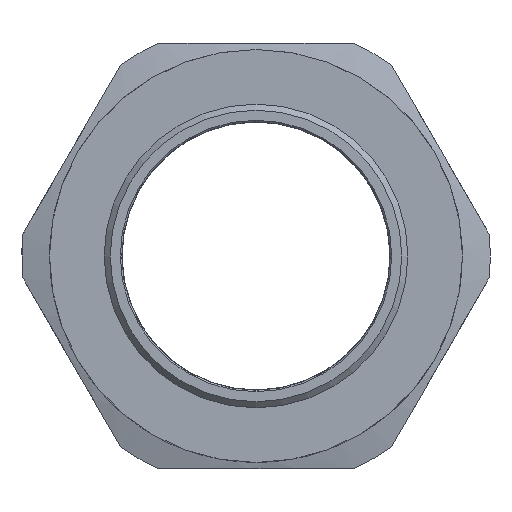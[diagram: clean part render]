
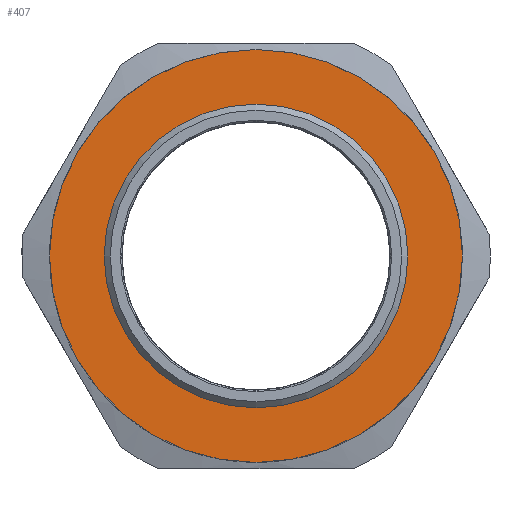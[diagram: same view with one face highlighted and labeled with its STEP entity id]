
A CAD part, left-side view. The second image highlights one B-rep face of the part: STEP entity #407.
In plain terms, the highlighted planar face has unit normal (-1, 0, 0).
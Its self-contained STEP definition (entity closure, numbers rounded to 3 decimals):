
#8 = EDGE_CURVE ( 'NONE', #973, #973, #4835, .T. ) ;
#141 = EDGE_LOOP ( 'NONE', ( #4861 ) ) ;
#407 = ADVANCED_FACE ( 'NONE', ( #4452, #1432 ), #3220, .T. ) ;
#477 = CARTESIAN_POINT ( 'NONE',  ( 15., 0., 0. ) ) ;
#729 = DIRECTION ( 'NONE',  ( -1., 0., 0. ) ) ;
#758 = AXIS2_PLACEMENT_3D ( 'NONE', #3745, #4977, #2559 ) ;
#885 = DIRECTION ( 'NONE',  ( 0., 0., 1. ) ) ;
#973 = VERTEX_POINT ( 'NONE', #1637 ) ;
#1333 = CARTESIAN_POINT ( 'NONE',  ( 15., 0., 25. ) ) ;
#1432 = FACE_OUTER_BOUND ( 'NONE', #1463, .T. ) ;
#1463 = EDGE_LOOP ( 'NONE', ( #4605 ) ) ;
#1637 = CARTESIAN_POINT ( 'NONE',  ( 15., 0., 34. ) ) ;
#2559 = DIRECTION ( 'NONE',  ( 0., 0., 1. ) ) ;
#2763 = CIRCLE ( 'NONE', #758, 25. ) ;
#2885 = AXIS2_PLACEMENT_3D ( 'NONE', #477, #3263, #885 ) ;
#3220 = PLANE ( 'NONE',  #4524 ) ;
#3263 = DIRECTION ( 'NONE',  ( -1., 0., 0. ) ) ;
#3614 = CARTESIAN_POINT ( 'NONE',  ( 15., 25., 0. ) ) ;
#3745 = CARTESIAN_POINT ( 'NONE',  ( 15., 0., 0. ) ) ;
#3890 = DIRECTION ( 'NONE',  ( 0., 0., 1. ) ) ;
#3982 = EDGE_CURVE ( 'NONE', #4590, #4590, #2763, .T. ) ;
#4452 = FACE_BOUND ( 'NONE', #141, .T. ) ;
#4524 = AXIS2_PLACEMENT_3D ( 'NONE', #3614, #729, #3890 ) ;
#4590 = VERTEX_POINT ( 'NONE', #1333 ) ;
#4605 = ORIENTED_EDGE ( 'NONE', *, *, #8, .T. ) ;
#4835 = CIRCLE ( 'NONE', #2885, 34. ) ;
#4861 = ORIENTED_EDGE ( 'NONE', *, *, #3982, .F. ) ;
#4977 = DIRECTION ( 'NONE',  ( -1., 0., 0. ) ) ;
